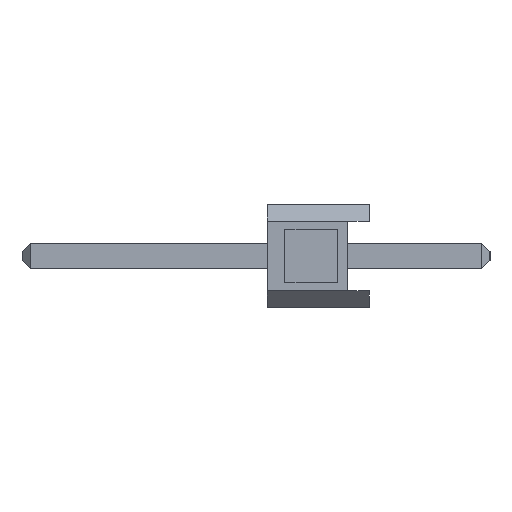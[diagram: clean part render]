
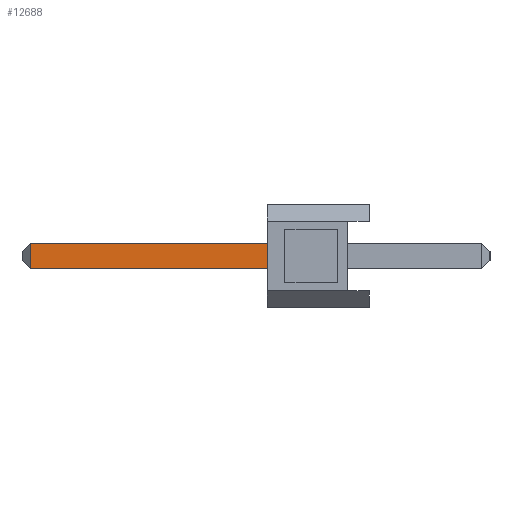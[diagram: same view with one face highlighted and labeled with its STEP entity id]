
A CAD part, left-side view. The second image highlights one B-rep face of the part: STEP entity #12688.
In plain terms, the highlighted planar face has unit normal (-1, 0, 0).
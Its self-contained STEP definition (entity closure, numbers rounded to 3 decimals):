
#66 = VECTOR ( 'NONE', #18790, 1000. ) ;
#1488 = CARTESIAN_POINT ( 'NONE',  ( -0.32, 2.54, 0. ) ) ;
#1620 = EDGE_CURVE ( 'NONE', #32493, #21788, #30806, .T. ) ;
#4435 = VECTOR ( 'NONE', #11700, 1000. ) ;
#7139 = VERTEX_POINT ( 'NONE', #21119 ) ;
#7816 = CARTESIAN_POINT ( 'NONE',  ( -0.32, 8.44, -0.32 ) ) ;
#8302 = VECTOR ( 'NONE', #34962, 1000. ) ;
#8866 = LINE ( 'NONE', #15043, #66 ) ;
#8997 = PLANE ( 'NONE',  #18632 ) ;
#9656 = ORIENTED_EDGE ( 'NONE', *, *, #34624, .T. ) ;
#11700 = DIRECTION ( 'NONE',  ( 0., 0., -1. ) ) ;
#12688 = ADVANCED_FACE ( 'NONE', ( #30217 ), #8997, .T. ) ;
#14397 = VERTEX_POINT ( 'NONE', #21281 ) ;
#15043 = CARTESIAN_POINT ( 'NONE',  ( -0.32, -3., -0.32 ) ) ;
#15051 = EDGE_CURVE ( 'NONE', #14397, #7139, #19910, .T. ) ;
#17571 = LINE ( 'NONE', #28307, #8302 ) ;
#17687 = ORIENTED_EDGE ( 'NONE', *, *, #19554, .F. ) ;
#18007 = DIRECTION ( 'NONE',  ( 0., 0., -1. ) ) ;
#18605 = CARTESIAN_POINT ( 'NONE',  ( -0.32, -3., -0.32 ) ) ;
#18632 = AXIS2_PLACEMENT_3D ( 'NONE', #18605, #38120, #41687 ) ;
#18790 = DIRECTION ( 'NONE',  ( 0., 1., 0. ) ) ;
#19554 = EDGE_CURVE ( 'NONE', #21788, #7139, #8866, .T. ) ;
#19723 = ORIENTED_EDGE ( 'NONE', *, *, #15051, .T. ) ;
#19910 = LINE ( 'NONE', #7816, #20963 ) ;
#20963 = VECTOR ( 'NONE', #18007, 1000. ) ;
#21119 = CARTESIAN_POINT ( 'NONE',  ( -0.32, 8.44, -0.32 ) ) ;
#21281 = CARTESIAN_POINT ( 'NONE',  ( -0.32, 8.44, 0.32 ) ) ;
#21788 = VERTEX_POINT ( 'NONE', #40813 ) ;
#23782 = EDGE_LOOP ( 'NONE', ( #9656, #19723, #17687, #36903 ) ) ;
#28307 = CARTESIAN_POINT ( 'NONE',  ( -0.32, -3., 0.32 ) ) ;
#30217 = FACE_OUTER_BOUND ( 'NONE', #23782, .T. ) ;
#30806 = LINE ( 'NONE', #1488, #4435 ) ;
#32493 = VERTEX_POINT ( 'NONE', #41084 ) ;
#34624 = EDGE_CURVE ( 'NONE', #32493, #14397, #17571, .T. ) ;
#34962 = DIRECTION ( 'NONE',  ( 0., 1., 0. ) ) ;
#36903 = ORIENTED_EDGE ( 'NONE', *, *, #1620, .F. ) ;
#38120 = DIRECTION ( 'NONE',  ( -1., 0., 0. ) ) ;
#40813 = CARTESIAN_POINT ( 'NONE',  ( -0.32, 2.54, -0.32 ) ) ;
#41084 = CARTESIAN_POINT ( 'NONE',  ( -0.32, 2.54, 0.32 ) ) ;
#41687 = DIRECTION ( 'NONE',  ( 0., 0., 1. ) ) ;
